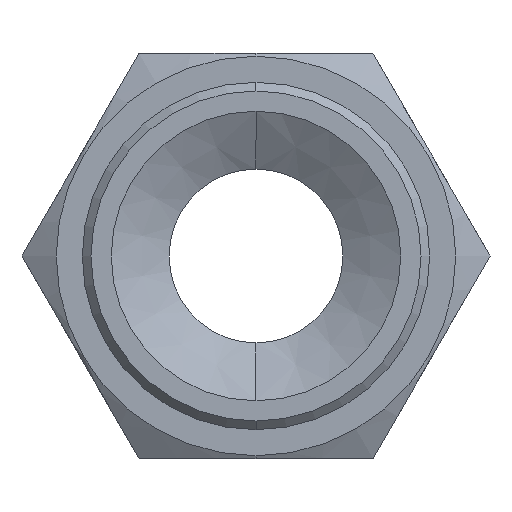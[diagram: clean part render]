
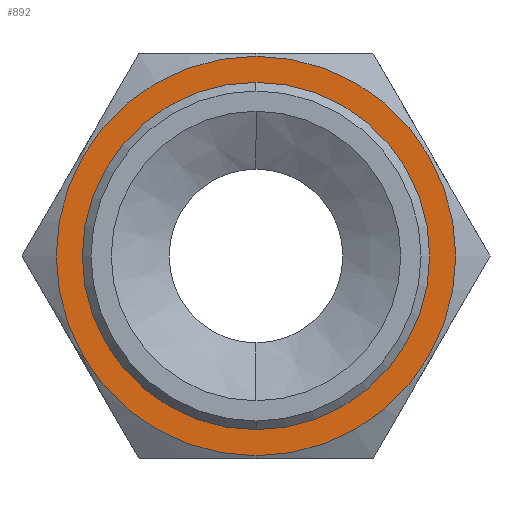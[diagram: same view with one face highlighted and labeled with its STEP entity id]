
A CAD part, front view. The second image highlights one B-rep face of the part: STEP entity #892.
In plain terms, the highlighted planar face has unit normal (0, -1, 0).
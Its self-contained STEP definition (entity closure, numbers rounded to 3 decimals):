
#13 = AXIS2_PLACEMENT_3D ( 'NONE', #1560, #1561, #1562 ) ;
#28 = AXIS2_PLACEMENT_3D ( 'NONE', #1308, #1309, #1310 ) ;
#42 = AXIS2_PLACEMENT_3D ( 'NONE', #1603, #1604, #1605 ) ;
#44 = CIRCLE ( 'NONE', #42, 6.9 ) ;
#75 = CIRCLE ( 'NONE', #13, 6. ) ;
#76 = AXIS2_PLACEMENT_3D ( 'NONE', #1526, #1527, #1528 ) ;
#81 = AXIS2_PLACEMENT_3D ( 'NONE', #1511, #1512, #1513 ) ;
#82 = CIRCLE ( 'NONE', #76, 6. ) ;
#173 = CIRCLE ( 'NONE', #28, 6.9 ) ;
#223 = VERTEX_POINT ( 'NONE', #489 ) ;
#234 = VERTEX_POINT ( 'NONE', #503 ) ;
#250 = VERTEX_POINT ( 'NONE', #497 ) ;
#268 = EDGE_LOOP ( 'NONE', ( #947, #952 ) ) ;
#274 = EDGE_LOOP ( 'NONE', ( #949, #951 ) ) ;
#307 = VERTEX_POINT ( 'NONE', #480 ) ;
#480 = CARTESIAN_POINT ( 'NONE',  ( 0., 19., -6. ) ) ;
#489 = CARTESIAN_POINT ( 'NONE',  ( 0., 19., 6. ) ) ;
#497 = CARTESIAN_POINT ( 'NONE',  ( 0., 19., 6.9 ) ) ;
#503 = CARTESIAN_POINT ( 'NONE',  ( 0., 19., -6.9 ) ) ;
#707 = FACE_OUTER_BOUND ( 'NONE', #274, .T. ) ;
#708 = FACE_BOUND ( 'NONE', #268, .T. ) ;
#838 = EDGE_CURVE ( 'NONE', #250, #234, #173, .T. ) ;
#892 = ADVANCED_FACE ( 'NONE', ( #707, #708 ), #1510, .T. ) ;
#947 = ORIENTED_EDGE ( 'NONE', *, *, #1650, .F. ) ;
#949 = ORIENTED_EDGE ( 'NONE', *, *, #838, .T. ) ;
#951 = ORIENTED_EDGE ( 'NONE', *, *, #1657, .T. ) ;
#952 = ORIENTED_EDGE ( 'NONE', *, *, #1642, .F. ) ;
#1308 = CARTESIAN_POINT ( 'NONE',  ( 0., 19., 0. ) ) ;
#1309 = DIRECTION ( 'NONE',  ( 0., -1., 0. ) ) ;
#1310 = DIRECTION ( 'NONE',  ( 0., 0., -1. ) ) ;
#1510 = PLANE ( 'NONE',  #81 ) ;
#1511 = CARTESIAN_POINT ( 'NONE',  ( 6.9, 19., 0. ) ) ;
#1512 = DIRECTION ( 'NONE',  ( 0., -1., 0. ) ) ;
#1513 = DIRECTION ( 'NONE',  ( 0., 0., -1. ) ) ;
#1526 = CARTESIAN_POINT ( 'NONE',  ( 0., 19., 0. ) ) ;
#1527 = DIRECTION ( 'NONE',  ( 0., -1., 0. ) ) ;
#1528 = DIRECTION ( 'NONE',  ( 0., 0., -1. ) ) ;
#1560 = CARTESIAN_POINT ( 'NONE',  ( 0., 19., 0. ) ) ;
#1561 = DIRECTION ( 'NONE',  ( 0., -1., 0. ) ) ;
#1562 = DIRECTION ( 'NONE',  ( 0., 0., -1. ) ) ;
#1603 = CARTESIAN_POINT ( 'NONE',  ( 0., 19., 0. ) ) ;
#1604 = DIRECTION ( 'NONE',  ( 0., -1., 0. ) ) ;
#1605 = DIRECTION ( 'NONE',  ( 0., 0., -1. ) ) ;
#1642 = EDGE_CURVE ( 'NONE', #223, #307, #82, .T. ) ;
#1650 = EDGE_CURVE ( 'NONE', #307, #223, #75, .T. ) ;
#1657 = EDGE_CURVE ( 'NONE', #234, #250, #44, .T. ) ;
